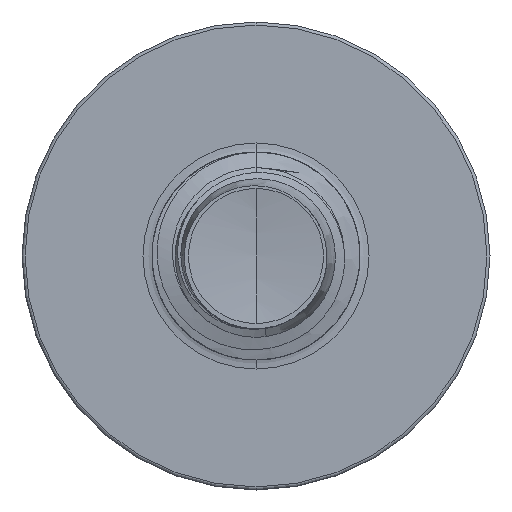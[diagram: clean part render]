
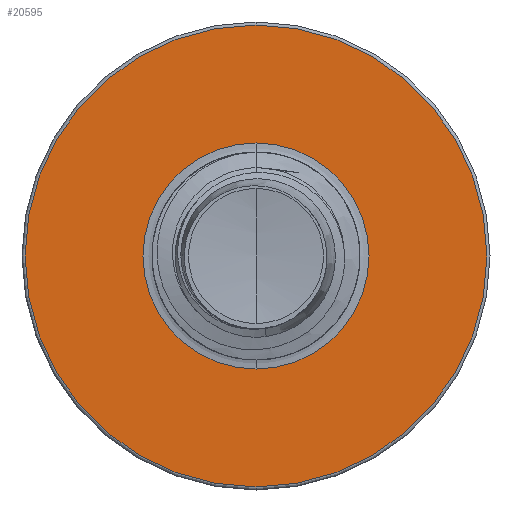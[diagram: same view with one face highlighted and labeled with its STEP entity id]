
A CAD part, front view. The second image highlights one B-rep face of the part: STEP entity #20595.
In plain terms, the highlighted planar face has unit normal (0, -1, 0).
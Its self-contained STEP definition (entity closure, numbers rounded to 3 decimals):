
#1130 = VERTEX_POINT ( 'NONE', #38034 ) ;
#2454 = CARTESIAN_POINT ( 'NONE',  ( 0., 27.5, 0. ) ) ;
#7359 = DIRECTION ( 'NONE',  ( 0., 0., 1. ) ) ;
#7655 = CARTESIAN_POINT ( 'NONE',  ( 0., 27.5, 0. ) ) ;
#8633 = AXIS2_PLACEMENT_3D ( 'NONE', #2454, #36061, #7359 ) ;
#8798 = CARTESIAN_POINT ( 'NONE',  ( 0., 27.5, -4.44 ) ) ;
#9338 = CIRCLE ( 'NONE', #8633, 2.174 ) ;
#9505 = CIRCLE ( 'NONE', #14283, 4.44 ) ;
#9720 = DIRECTION ( 'NONE',  ( 0., 1., 0. ) ) ;
#10038 = CARTESIAN_POINT ( 'NONE',  ( 0., 27.5, 0. ) ) ;
#10341 = ORIENTED_EDGE ( 'NONE', *, *, #34797, .F. ) ;
#10491 = DIRECTION ( 'NONE',  ( 0., 0., 1. ) ) ;
#12509 = DIRECTION ( 'NONE',  ( 0., 0., 1. ) ) ;
#13062 = AXIS2_PLACEMENT_3D ( 'NONE', #10038, #43581, #14864 ) ;
#14211 = FACE_OUTER_BOUND ( 'NONE', #47646, .T. ) ;
#14283 = AXIS2_PLACEMENT_3D ( 'NONE', #7655, #41184, #12509 ) ;
#14864 = DIRECTION ( 'NONE',  ( 0., 0., 1. ) ) ;
#15335 = CIRCLE ( 'NONE', #13062, 2.174 ) ;
#19374 = CIRCLE ( 'NONE', #41509, 4.44 ) ;
#20215 = ORIENTED_EDGE ( 'NONE', *, *, #58040, .T. ) ;
#20595 = ADVANCED_FACE ( 'NONE', ( #14211, #38158 ), #24743, .F. ) ;
#21349 = EDGE_LOOP ( 'NONE', ( #20215, #59214 ) ) ;
#24466 = VERTEX_POINT ( 'NONE', #8798 ) ;
#24743 = PLANE ( 'NONE',  #29018 ) ;
#26553 = EDGE_CURVE ( 'NONE', #24466, #1130, #19374, .T. ) ;
#29018 = AXIS2_PLACEMENT_3D ( 'NONE', #58448, #39164, #10491 ) ;
#34797 = EDGE_CURVE ( 'NONE', #1130, #24466, #9505, .T. ) ;
#36061 = DIRECTION ( 'NONE',  ( 0., 1., 0. ) ) ;
#37689 = CARTESIAN_POINT ( 'NONE',  ( 0., 27.5, 2.174 ) ) ;
#38034 = CARTESIAN_POINT ( 'NONE',  ( 0., 27.5, 4.44 ) ) ;
#38158 = FACE_BOUND ( 'NONE', #21349, .T. ) ;
#38397 = CARTESIAN_POINT ( 'NONE',  ( 0., 27.5, 0. ) ) ;
#39164 = DIRECTION ( 'NONE',  ( 0., 1., 0. ) ) ;
#41184 = DIRECTION ( 'NONE',  ( 0., 1., 0. ) ) ;
#41509 = AXIS2_PLACEMENT_3D ( 'NONE', #38397, #9720, #54138 ) ;
#43581 = DIRECTION ( 'NONE',  ( 0., 1., 0. ) ) ;
#47646 = EDGE_LOOP ( 'NONE', ( #10341, #54379 ) ) ;
#50541 = VERTEX_POINT ( 'NONE', #54658 ) ;
#53261 = VERTEX_POINT ( 'NONE', #37689 ) ;
#54138 = DIRECTION ( 'NONE',  ( 0., 0., 1. ) ) ;
#54379 = ORIENTED_EDGE ( 'NONE', *, *, #26553, .F. ) ;
#54658 = CARTESIAN_POINT ( 'NONE',  ( 0., 27.5, -2.174 ) ) ;
#58040 = EDGE_CURVE ( 'NONE', #53261, #50541, #15335, .T. ) ;
#58448 = CARTESIAN_POINT ( 'NONE',  ( 0., 27.5, -2.174 ) ) ;
#59214 = ORIENTED_EDGE ( 'NONE', *, *, #59530, .T. ) ;
#59530 = EDGE_CURVE ( 'NONE', #50541, #53261, #9338, .T. ) ;
